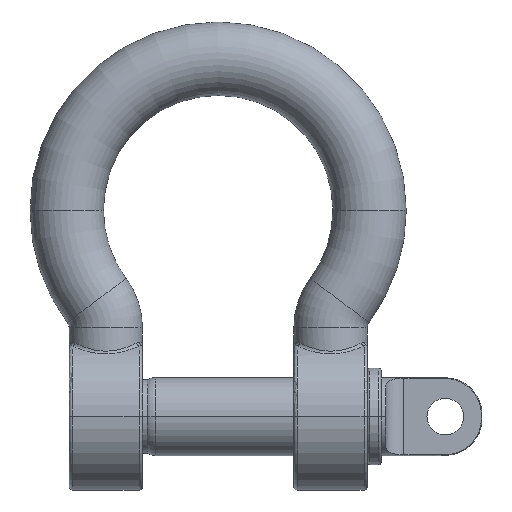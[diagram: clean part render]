
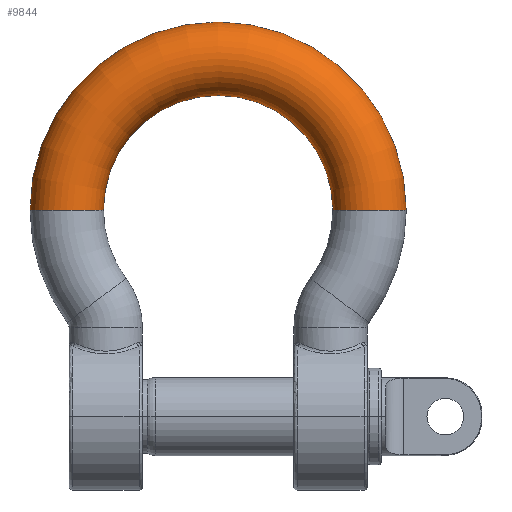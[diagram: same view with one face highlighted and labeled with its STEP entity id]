
A CAD part, top view. The second image highlights one B-rep face of the part: STEP entity #9844.
In plain terms, the highlighted toroidal (fillet/blend) face has major radius 16.5 mm and minor radius 4 mm.
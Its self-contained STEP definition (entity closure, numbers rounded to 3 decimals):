
#1932 = DIRECTION ( 'NONE',  ( 0., 0., -1. ) ) ;
#2361 = TOROIDAL_SURFACE ( 'NONE', #8515, 16.5, 4. ) ;
#2629 = AXIS2_PLACEMENT_3D ( 'NONE', #14572, #11732, #7754 ) ;
#2958 = CARTESIAN_POINT ( 'NONE',  ( 0., 30.5, 0. ) ) ;
#3855 = ORIENTED_EDGE ( 'NONE', *, *, #14573, .T. ) ;
#4880 = AXIS2_PLACEMENT_3D ( 'NONE', #17064, #9161, #8995 ) ;
#5065 = FACE_OUTER_BOUND ( 'NONE', #5834, .T. ) ;
#5128 = EDGE_CURVE ( 'NONE', #16680, #9198, #15031, .T. ) ;
#5445 = CARTESIAN_POINT ( 'NONE',  ( 12.5, 30.5, 0. ) ) ;
#5659 = CIRCLE ( 'NONE', #4880, 20.5 ) ;
#5834 = EDGE_LOOP ( 'NONE', ( #5897, #10815, #3855, #10494 ) ) ;
#5897 = ORIENTED_EDGE ( 'NONE', *, *, #12386, .F. ) ;
#7465 = CIRCLE ( 'NONE', #15845, 12.5 ) ;
#7754 = DIRECTION ( 'NONE',  ( 0., 0., -1. ) ) ;
#8172 = CARTESIAN_POINT ( 'NONE',  ( -12.5, 30.5, 0. ) ) ;
#8515 = AXIS2_PLACEMENT_3D ( 'NONE', #2958, #10663, #11991 ) ;
#8863 = CARTESIAN_POINT ( 'NONE',  ( 16.5, 30.5, 0. ) ) ;
#8995 = DIRECTION ( 'NONE',  ( -1., 0., 0. ) ) ;
#9161 = DIRECTION ( 'NONE',  ( 0., 0., -1. ) ) ;
#9198 = VERTEX_POINT ( 'NONE', #15436 ) ;
#9844 = ADVANCED_FACE ( 'NONE', ( #5065 ), #2361, .T. ) ;
#9894 = CARTESIAN_POINT ( 'NONE',  ( 0., 30.5, 0. ) ) ;
#10069 = AXIS2_PLACEMENT_3D ( 'NONE', #8863, #16767, #10186 ) ;
#10186 = DIRECTION ( 'NONE',  ( -1., 0., 0. ) ) ;
#10494 = ORIENTED_EDGE ( 'NONE', *, *, #14139, .T. ) ;
#10663 = DIRECTION ( 'NONE',  ( 0., 0., -1. ) ) ;
#10815 = ORIENTED_EDGE ( 'NONE', *, *, #5128, .F. ) ;
#10983 = CARTESIAN_POINT ( 'NONE',  ( 20.5, 30.5, 0. ) ) ;
#11732 = DIRECTION ( 'NONE',  ( 0., -1., 0. ) ) ;
#11991 = DIRECTION ( 'NONE',  ( -1., 0., 0. ) ) ;
#12386 = EDGE_CURVE ( 'NONE', #9198, #15562, #5659, .T. ) ;
#13236 = VERTEX_POINT ( 'NONE', #5445 ) ;
#14139 = EDGE_CURVE ( 'NONE', #13236, #15562, #16976, .T. ) ;
#14573 = EDGE_CURVE ( 'NONE', #16680, #13236, #7465, .T. ) ;
#14572 = CARTESIAN_POINT ( 'NONE',  ( -16.5, 30.5, 0. ) ) ;
#15031 = CIRCLE ( 'NONE', #2629, 4. ) ;
#15091 = DIRECTION ( 'NONE',  ( -1., 0., 0. ) ) ;
#15436 = CARTESIAN_POINT ( 'NONE',  ( -20.5, 30.5, 0. ) ) ;
#15562 = VERTEX_POINT ( 'NONE', #10983 ) ;
#15845 = AXIS2_PLACEMENT_3D ( 'NONE', #9894, #1932, #15091 ) ;
#16680 = VERTEX_POINT ( 'NONE', #8172 ) ;
#16767 = DIRECTION ( 'NONE',  ( 0., 1., 0. ) ) ;
#16976 = CIRCLE ( 'NONE', #10069, 4. ) ;
#17064 = CARTESIAN_POINT ( 'NONE',  ( 0., 30.5, 0. ) ) ;
